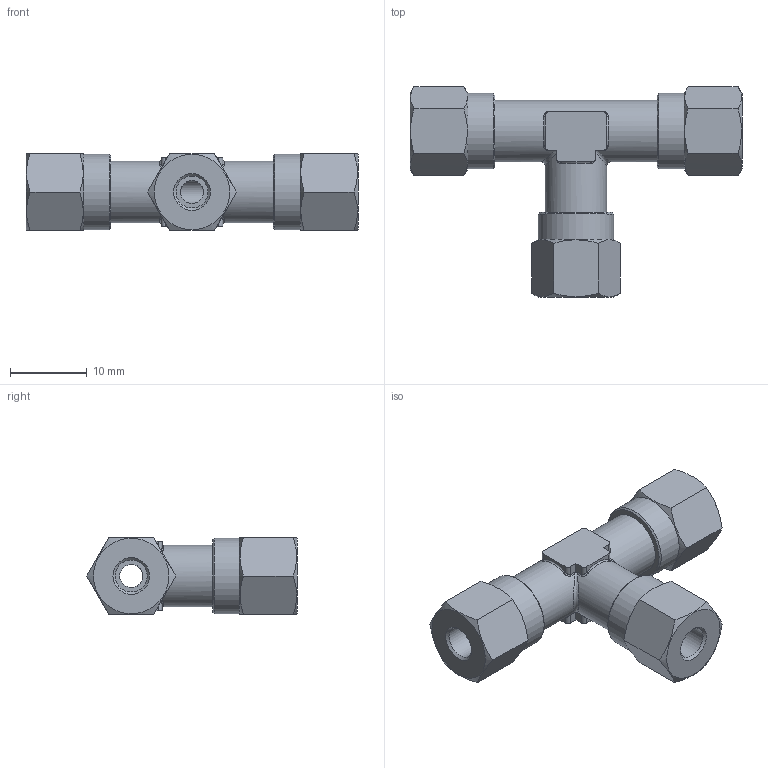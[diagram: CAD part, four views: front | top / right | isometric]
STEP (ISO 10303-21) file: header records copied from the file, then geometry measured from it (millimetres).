
FILE_DESCRIPTION(( 'MO.18.04.00.stp' ), '1');
FILE_NAME( 'MO.18.04.00.stp', '2019-06-19T17:03:45',( 'Sopra'),('sopra-pneumatic.com'), 'SwSTEP 2.0','SolidWorks 2009','' );
FILE_SCHEMA( ( 'CONFIG_CONTROL_DESIGN' ) );
Length unit declared in the file: millimetre
Products named in the file (1): Rivoluzione2
Bounding box: 43.12 x 27.33 x 10 mm (x, y, z)
Volume: 3546.8 mm3; surface area: 2831.6 mm2
Topology: 1 solids, 1 shells, 109 faces, 278 edges, 176 vertices
Faces by surface type: plane 45, cylinder 32, bspline 14, cone 12, torus 6
Full cylindrical faces by diameter (mm): 3 x2, 4.15 x3, 8 x2, 9.8 x3
Entity records: 4178 total; most frequent: CARTESIAN_POINT 1814, ORIENTED_EDGE 494, DIRECTION 424, EDGE_CURVE 247, AXIS2_PLACEMENT_3D 171, VERTEX_POINT 169, EDGE_LOOP 142, FACE_OUTER_BOUND 119
